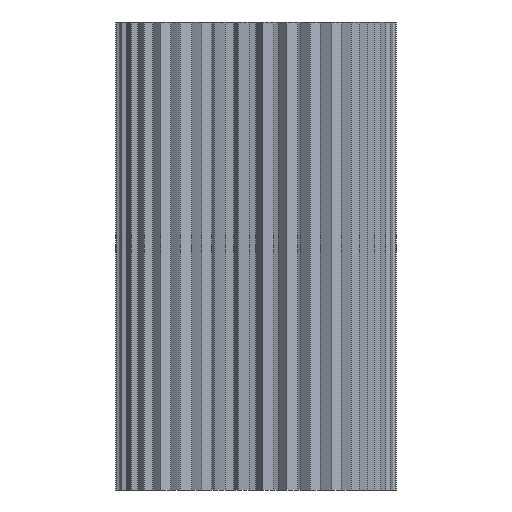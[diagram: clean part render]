
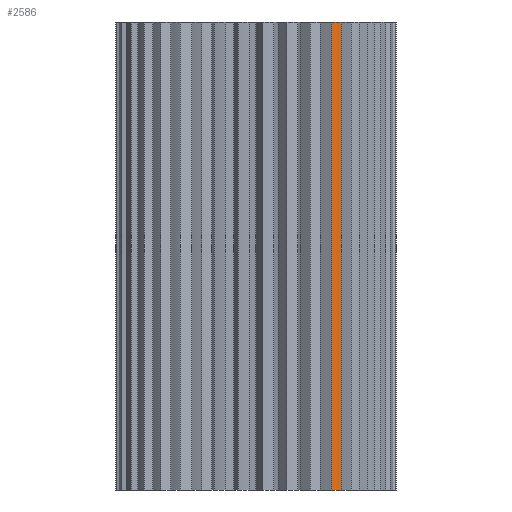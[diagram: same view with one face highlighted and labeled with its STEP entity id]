
A CAD part, front view. The second image highlights one B-rep face of the part: STEP entity #2586.
In plain terms, the highlighted cylindrical face has radius 3 mm (diameter 6 mm), a partial arc.
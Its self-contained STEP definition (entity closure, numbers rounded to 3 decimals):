
#591 = VERTEX_POINT('',#592);
#592 = CARTESIAN_POINT('',(1.622,-2.524,0.));
#598 = EDGE_CURVE('',#591,#599,#601,.T.);
#599 = VERTEX_POINT('',#600);
#600 = CARTESIAN_POINT('',(1.817,-2.387,0.));
#601 = CIRCLE('',#602,3.);
#602 = AXIS2_PLACEMENT_3D('',#603,#604,#605);
#603 = CARTESIAN_POINT('',(0.,0.,0.));
#604 = DIRECTION('',(0.,0.,1.));
#605 = DIRECTION('',(1.,0.,0.));
#1513 = VERTEX_POINT('',#1514);
#1514 = CARTESIAN_POINT('',(1.622,-2.524,10.));
#1520 = EDGE_CURVE('',#1513,#1521,#1523,.T.);
#1521 = VERTEX_POINT('',#1522);
#1522 = CARTESIAN_POINT('',(1.817,-2.387,10.));
#1523 = CIRCLE('',#1524,3.);
#1524 = AXIS2_PLACEMENT_3D('',#1525,#1526,#1527);
#1525 = CARTESIAN_POINT('',(0.,0.,10.));
#1526 = DIRECTION('',(0.,0.,1.));
#1527 = DIRECTION('',(1.,0.,0.));
#2575 = EDGE_CURVE('',#1521,#599,#2576,.T.);
#2576 = LINE('',#2577,#2578);
#2577 = CARTESIAN_POINT('',(1.817,-2.387,10.));
#2578 = VECTOR('',#2579,1.);
#2579 = DIRECTION('',(0.,0.,-1.));
#2586 = ADVANCED_FACE('',(#2587),#2598,.T.);
#2587 = FACE_BOUND('',#2588,.F.);
#2588 = EDGE_LOOP('',(#2589,#2590,#2591,#2597));
#2589 = ORIENTED_EDGE('',*,*,#2575,.T.);
#2590 = ORIENTED_EDGE('',*,*,#598,.F.);
#2591 = ORIENTED_EDGE('',*,*,#2592,.F.);
#2592 = EDGE_CURVE('',#1513,#591,#2593,.T.);
#2593 = LINE('',#2594,#2595);
#2594 = CARTESIAN_POINT('',(1.622,-2.524,10.));
#2595 = VECTOR('',#2596,1.);
#2596 = DIRECTION('',(0.,0.,-1.));
#2597 = ORIENTED_EDGE('',*,*,#1520,.T.);
#2598 = CYLINDRICAL_SURFACE('',#2599,3.);
#2599 = AXIS2_PLACEMENT_3D('',#2600,#2601,#2602);
#2600 = CARTESIAN_POINT('',(0.,0.,0.));
#2601 = DIRECTION('',(-0.,-0.,-1.));
#2602 = DIRECTION('',(1.,0.,0.));
